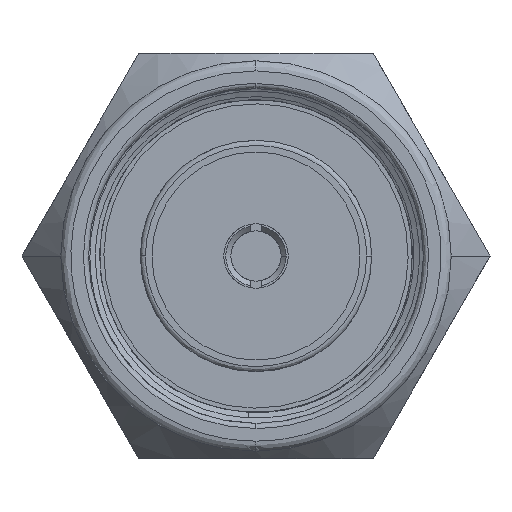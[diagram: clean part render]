
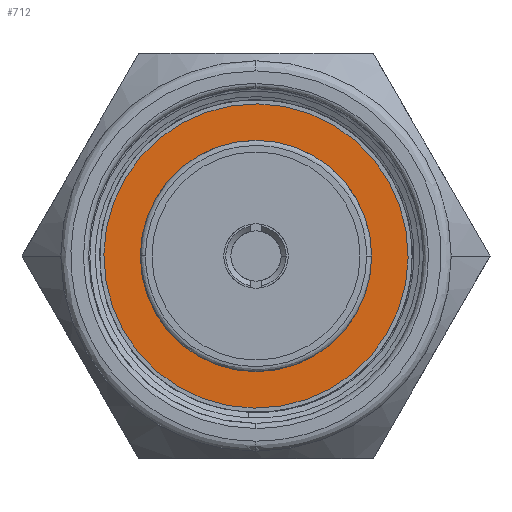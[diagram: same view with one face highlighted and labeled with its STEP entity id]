
A CAD part, left-side view. The second image highlights one B-rep face of the part: STEP entity #712.
In plain terms, the highlighted face is planar.
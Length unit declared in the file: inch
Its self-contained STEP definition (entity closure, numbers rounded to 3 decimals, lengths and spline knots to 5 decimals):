
#600 = ORIENTED_EDGE ( 'NONE', *, *, #4867, .F. ) ;
#712 = ADVANCED_FACE ( 'NONE', ( #8329, #6210 ), #7638, .F. ) ;
#823 = ORIENTED_EDGE ( 'NONE', *, *, #4420, .F. ) ;
#890 = EDGE_CURVE ( 'NONE', #4074, #6591, #3869, .T. ) ;
#942 = CIRCLE ( 'NONE', #5349, 0.08465 ) ;
#1007 = DIRECTION ( 'NONE',  ( 0., 0., -1. ) ) ;
#1399 = CIRCLE ( 'NONE', #2053, 0.11811 ) ;
#1477 = DIRECTION ( 'NONE',  ( 1., 0., 0. ) ) ;
#2053 = AXIS2_PLACEMENT_3D ( 'NONE', #8771, #3528, #5769 ) ;
#2421 = EDGE_LOOP ( 'NONE', ( #600, #823 ) ) ;
#2431 = CARTESIAN_POINT ( 'NONE',  ( 0., 0., 0. ) ) ;
#2673 = DIRECTION ( 'NONE',  ( 0., 0., -1. ) ) ;
#2861 = AXIS2_PLACEMENT_3D ( 'NONE', #6201, #9199, #7579 ) ;
#3077 = ORIENTED_EDGE ( 'NONE', *, *, #9174, .F. ) ;
#3528 = DIRECTION ( 'NONE',  ( 0., 0., 1. ) ) ;
#3769 = EDGE_LOOP ( 'NONE', ( #3077, #8489 ) ) ;
#3869 = CIRCLE ( 'NONE', #6484, 0.08465 ) ;
#3907 = VERTEX_POINT ( 'NONE', #5834 ) ;
#4074 = VERTEX_POINT ( 'NONE', #8503 ) ;
#4420 = EDGE_CURVE ( 'NONE', #3907, #7909, #6445, .T. ) ;
#4867 = EDGE_CURVE ( 'NONE', #7909, #3907, #1399, .T. ) ;
#4868 = DIRECTION ( 'NONE',  ( 1., 0., 0. ) ) ;
#5349 = AXIS2_PLACEMENT_3D ( 'NONE', #6450, #2673, #4868 ) ;
#5769 = DIRECTION ( 'NONE',  ( 1., 0., 0. ) ) ;
#5834 = CARTESIAN_POINT ( 'NONE',  ( -0.11811, 0., 0. ) ) ;
#6054 = CARTESIAN_POINT ( 'NONE',  ( 0., 0., 0. ) ) ;
#6201 = CARTESIAN_POINT ( 'NONE',  ( 0., 0., 0. ) ) ;
#6210 = FACE_OUTER_BOUND ( 'NONE', #2421, .T. ) ;
#6381 = CARTESIAN_POINT ( 'NONE',  ( 0.08465, 0., 0. ) ) ;
#6445 = CIRCLE ( 'NONE', #2861, 0.11811 ) ;
#6450 = CARTESIAN_POINT ( 'NONE',  ( 0., 0., 0. ) ) ;
#6484 = AXIS2_PLACEMENT_3D ( 'NONE', #2431, #1007, #9408 ) ;
#6591 = VERTEX_POINT ( 'NONE', #6381 ) ;
#7024 = DIRECTION ( 'NONE',  ( 0., 0., 1. ) ) ;
#7579 = DIRECTION ( 'NONE',  ( 1., 0., 0. ) ) ;
#7638 = PLANE ( 'NONE',  #9404 ) ;
#7909 = VERTEX_POINT ( 'NONE', #8339 ) ;
#8329 = FACE_BOUND ( 'NONE', #3769, .T. ) ;
#8339 = CARTESIAN_POINT ( 'NONE',  ( 0.11811, 0., 0. ) ) ;
#8489 = ORIENTED_EDGE ( 'NONE', *, *, #890, .F. ) ;
#8503 = CARTESIAN_POINT ( 'NONE',  ( -0.08465, 0., 0. ) ) ;
#8771 = CARTESIAN_POINT ( 'NONE',  ( 0., 0., 0. ) ) ;
#9174 = EDGE_CURVE ( 'NONE', #6591, #4074, #942, .T. ) ;
#9199 = DIRECTION ( 'NONE',  ( 0., 0., 1. ) ) ;
#9404 = AXIS2_PLACEMENT_3D ( 'NONE', #6054, #7024, #1477 ) ;
#9408 = DIRECTION ( 'NONE',  ( 1., 0., 0. ) ) ;
